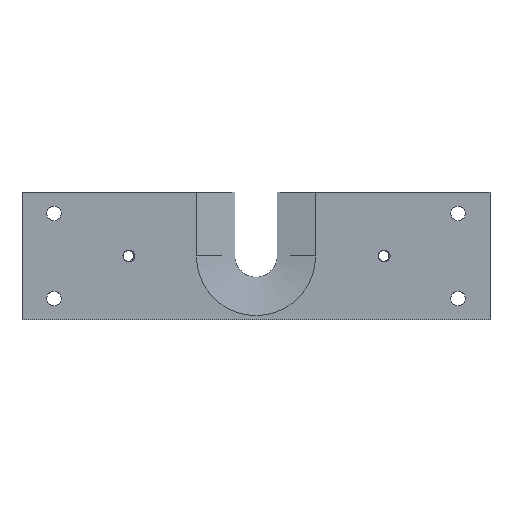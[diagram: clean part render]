
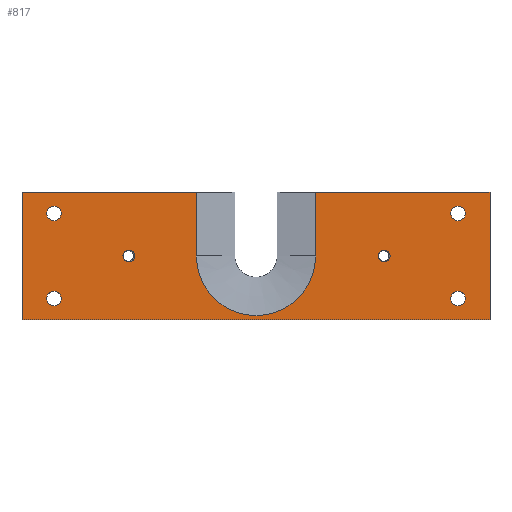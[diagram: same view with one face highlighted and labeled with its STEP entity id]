
A CAD part, top view. The second image highlights one B-rep face of the part: STEP entity #817.
In plain terms, the highlighted planar face has unit normal (0, 0, 1).
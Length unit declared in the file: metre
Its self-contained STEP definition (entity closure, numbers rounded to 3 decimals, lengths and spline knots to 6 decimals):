
#20=FACE_BOUND('',#112,.T.);
#21=FACE_BOUND('',#113,.T.);
#22=FACE_BOUND('',#114,.T.);
#23=FACE_BOUND('',#115,.T.);
#24=FACE_BOUND('',#116,.T.);
#25=FACE_BOUND('',#117,.T.);
#32=PLANE('',#882);
#66=FACE_OUTER_BOUND('',#111,.T.);
#111=EDGE_LOOP('',(#619,#620,#621,#622,#623,#624,#625,#626));
#112=EDGE_LOOP('',(#627,#628,#629,#630));
#113=EDGE_LOOP('',(#631));
#114=EDGE_LOOP('',(#632));
#115=EDGE_LOOP('',(#633));
#116=EDGE_LOOP('',(#634));
#117=EDGE_LOOP('',(#635,#636,#637,#638));
#149=CIRCLE('',#858,0.001265);
#151=CIRCLE('',#864,0.001543);
#153=CIRCLE('',#870,0.001265);
#155=CIRCLE('',#876,0.001543);
#157=CIRCLE('',#883,0.014);
#158=CIRCLE('',#884,0.0017);
#159=CIRCLE('',#885,0.0017);
#160=CIRCLE('',#886,0.0017);
#161=CIRCLE('',#887,0.0017);
#206=B_SPLINE_CURVE_WITH_KNOTS('',3,(#1756,#1757,#1758,#1759,#1760,#1761,
#1762,#1763,#1764,#1765,#1766,#1767,#1768),.UNSPECIFIED.,.F.,.F.,(4,3,3,
3,4),(0.,0.109835,0.144376,0.275946,0.286347),
 .UNSPECIFIED.);
#209=B_SPLINE_CURVE_WITH_KNOTS('',3,(#1928,#1929,#1930,#1931,#1932,#1933,
#1934,#1935,#1936,#1937),.UNSPECIFIED.,.F.,.F.,(4,3,3,4),(0.,0.130068,
0.272666,0.285143),.UNSPECIFIED.);
#212=B_SPLINE_CURVE_WITH_KNOTS('',3,(#1993,#1994,#1995,#1996,#1997,#1998,
#1999,#2000,#2001,#2002),.UNSPECIFIED.,.F.,.F.,(4,3,3,4),(0.,0.130068,
0.272666,0.285143),.UNSPECIFIED.);
#213=B_SPLINE_CURVE_WITH_KNOTS('',3,(#2003,#2004,#2005,#2006,#2007,#2008,
#2009,#2010,#2011,#2012,#2013,#2014,#2015),.UNSPECIFIED.,.F.,.F.,(4,3,3,
3,4),(0.,0.109835,0.144376,0.275946,0.286347),
 .UNSPECIFIED.);
#236=LINE('',#1979,#288);
#237=LINE('',#1981,#289);
#238=LINE('',#1985,#290);
#239=LINE('',#1987,#291);
#240=LINE('',#1989,#292);
#241=LINE('',#1991,#293);
#242=LINE('',#1992,#294);
#288=VECTOR('',#991,1.);
#289=VECTOR('',#992,1.);
#290=VECTOR('',#995,1.);
#291=VECTOR('',#996,1.);
#292=VECTOR('',#997,1.);
#293=VECTOR('',#998,1.);
#294=VECTOR('',#999,1.);
#326=VERTEX_POINT('',#1108);
#327=VERTEX_POINT('',#1113);
#338=VERTEX_POINT('',#1270);
#339=VERTEX_POINT('',#1279);
#350=VERTEX_POINT('',#1361);
#351=VERTEX_POINT('',#1366);
#362=VERTEX_POINT('',#1523);
#363=VERTEX_POINT('',#1532);
#372=VERTEX_POINT('',#1977);
#373=VERTEX_POINT('',#1978);
#374=VERTEX_POINT('',#1980);
#375=VERTEX_POINT('',#1982);
#376=VERTEX_POINT('',#1984);
#377=VERTEX_POINT('',#1986);
#378=VERTEX_POINT('',#1988);
#379=VERTEX_POINT('',#1990);
#380=VERTEX_POINT('',#2016);
#381=VERTEX_POINT('',#2018);
#382=VERTEX_POINT('',#2020);
#383=VERTEX_POINT('',#2022);
#406=EDGE_CURVE('',#326,#327,#149,.F.);
#420=EDGE_CURVE('',#339,#338,#151,.T.);
#434=EDGE_CURVE('',#350,#351,#153,.F.);
#448=EDGE_CURVE('',#363,#362,#155,.T.);
#462=EDGE_CURVE('',#362,#351,#206,.T.);
#465=EDGE_CURVE('',#350,#363,#209,.T.);
#468=EDGE_CURVE('',#372,#373,#236,.T.);
#469=EDGE_CURVE('',#373,#374,#237,.T.);
#470=EDGE_CURVE('',#374,#375,#157,.F.);
#471=EDGE_CURVE('',#375,#376,#238,.T.);
#472=EDGE_CURVE('',#376,#377,#239,.T.);
#473=EDGE_CURVE('',#377,#378,#240,.T.);
#474=EDGE_CURVE('',#378,#379,#241,.T.);
#475=EDGE_CURVE('',#379,#372,#242,.T.);
#476=EDGE_CURVE('',#326,#339,#212,.T.);
#477=EDGE_CURVE('',#338,#327,#213,.T.);
#478=EDGE_CURVE('',#380,#380,#158,.T.);
#479=EDGE_CURVE('',#381,#381,#159,.T.);
#480=EDGE_CURVE('',#382,#382,#160,.T.);
#481=EDGE_CURVE('',#383,#383,#161,.T.);
#619=ORIENTED_EDGE('',*,*,#468,.T.);
#620=ORIENTED_EDGE('',*,*,#469,.T.);
#621=ORIENTED_EDGE('',*,*,#470,.T.);
#622=ORIENTED_EDGE('',*,*,#471,.T.);
#623=ORIENTED_EDGE('',*,*,#472,.T.);
#624=ORIENTED_EDGE('',*,*,#473,.T.);
#625=ORIENTED_EDGE('',*,*,#474,.T.);
#626=ORIENTED_EDGE('',*,*,#475,.T.);
#627=ORIENTED_EDGE('',*,*,#476,.T.);
#628=ORIENTED_EDGE('',*,*,#420,.T.);
#629=ORIENTED_EDGE('',*,*,#477,.T.);
#630=ORIENTED_EDGE('',*,*,#406,.F.);
#631=ORIENTED_EDGE('',*,*,#478,.T.);
#632=ORIENTED_EDGE('',*,*,#479,.T.);
#633=ORIENTED_EDGE('',*,*,#480,.T.);
#634=ORIENTED_EDGE('',*,*,#481,.T.);
#635=ORIENTED_EDGE('',*,*,#465,.T.);
#636=ORIENTED_EDGE('',*,*,#448,.T.);
#637=ORIENTED_EDGE('',*,*,#462,.T.);
#638=ORIENTED_EDGE('',*,*,#434,.F.);
#817=ADVANCED_FACE('',(#66,#20,#21,#22,#23,#24,#25),#32,.T.);
#858=AXIS2_PLACEMENT_3D('',#1114,#926,#927);
#864=AXIS2_PLACEMENT_3D('',#1280,#942,#943);
#870=AXIS2_PLACEMENT_3D('',#1367,#958,#959);
#876=AXIS2_PLACEMENT_3D('',#1533,#974,#975);
#882=AXIS2_PLACEMENT_3D('',#1976,#989,#990);
#883=AXIS2_PLACEMENT_3D('',#1983,#993,#994);
#884=AXIS2_PLACEMENT_3D('',#2017,#1000,#1001);
#885=AXIS2_PLACEMENT_3D('',#2019,#1002,#1003);
#886=AXIS2_PLACEMENT_3D('',#2021,#1004,#1005);
#887=AXIS2_PLACEMENT_3D('',#2023,#1006,#1007);
#926=DIRECTION('center_axis',(0.,0.,-1.));
#927=DIRECTION('ref_axis',(0.,-1.,0.));
#942=DIRECTION('center_axis',(0.,0.,-1.));
#943=DIRECTION('ref_axis',(0.,-1.,0.));
#958=DIRECTION('center_axis',(0.,0.,-1.));
#959=DIRECTION('ref_axis',(0.,-1.,0.));
#974=DIRECTION('center_axis',(0.,0.,-1.));
#975=DIRECTION('ref_axis',(0.,-1.,0.));
#989=DIRECTION('center_axis',(0.,0.,1.));
#990=DIRECTION('ref_axis',(0.,-1.,0.));
#991=DIRECTION('',(-1.,0.,0.));
#992=DIRECTION('',(0.,-1.,0.));
#993=DIRECTION('center_axis',(0.,0.,1.));
#994=DIRECTION('ref_axis',(0.,-1.,0.));
#995=DIRECTION('',(0.,1.,0.));
#996=DIRECTION('',(-1.,0.,0.));
#997=DIRECTION('',(0.,-1.,0.));
#998=DIRECTION('',(1.,0.,0.));
#999=DIRECTION('',(0.,1.,0.));
#1000=DIRECTION('center_axis',(0.,0.,-1.));
#1001=DIRECTION('ref_axis',(0.,1.,0.));
#1002=DIRECTION('center_axis',(0.,0.,-1.));
#1003=DIRECTION('ref_axis',(0.,1.,0.));
#1004=DIRECTION('center_axis',(0.,0.,-1.));
#1005=DIRECTION('ref_axis',(0.,1.,0.));
#1006=DIRECTION('center_axis',(0.,0.,-1.));
#1007=DIRECTION('ref_axis',(0.,1.,0.));
#1108=CARTESIAN_POINT('',(-0.030825,0.000958,0.002));
#1113=CARTESIAN_POINT('',(-0.030826,-0.00096,0.002));
#1114=CARTESIAN_POINT('Origin',(-0.03,0.,0.002));
#1270=CARTESIAN_POINT('',(-0.028509,-0.000399,0.002));
#1279=CARTESIAN_POINT('',(-0.028507,0.0004,0.002));
#1280=CARTESIAN_POINT('Origin',(-0.03,0.,0.002));
#1361=CARTESIAN_POINT('',(0.029175,0.000958,0.002));
#1366=CARTESIAN_POINT('',(0.029174,-0.00096,0.002));
#1367=CARTESIAN_POINT('Origin',(0.03,0.,0.002));
#1523=CARTESIAN_POINT('',(0.031491,-0.000399,0.002));
#1532=CARTESIAN_POINT('',(0.031493,0.0004,0.002));
#1533=CARTESIAN_POINT('Origin',(0.03,0.,0.002));
#1756=CARTESIAN_POINT('Ctrl Pts',(0.031491,-0.000399,
0.002));
#1757=CARTESIAN_POINT('Ctrl Pts',(0.031365,-0.000742,
0.002));
#1758=CARTESIAN_POINT('Ctrl Pts',(0.031109,-0.001035,
0.002));
#1759=CARTESIAN_POINT('Ctrl Pts',(0.030789,-0.001207,
0.002));
#1760=CARTESIAN_POINT('Ctrl Pts',(0.030688,-0.001261,
0.002));
#1761=CARTESIAN_POINT('Ctrl Pts',(0.030581,-0.001303,
0.002));
#1762=CARTESIAN_POINT('Ctrl Pts',(0.030471,-0.00133,
0.002));
#1763=CARTESIAN_POINT('Ctrl Pts',(0.03005,-0.001434,
0.002));
#1764=CARTESIAN_POINT('Ctrl Pts',(0.029569,-0.001325,
0.002));
#1765=CARTESIAN_POINT('Ctrl Pts',(0.029247,-0.001032,
0.002));
#1766=CARTESIAN_POINT('Ctrl Pts',(0.029222,-0.001009,
0.002));
#1767=CARTESIAN_POINT('Ctrl Pts',(0.029197,-0.000985,
0.002));
#1768=CARTESIAN_POINT('Ctrl Pts',(0.029174,-0.00096,
0.002));
#1928=CARTESIAN_POINT('Ctrl Pts',(0.029175,0.000958,
0.002));
#1929=CARTESIAN_POINT('Ctrl Pts',(0.029471,0.001275,
0.002));
#1930=CARTESIAN_POINT('Ctrl Pts',(0.029934,0.001422,
0.002));
#1931=CARTESIAN_POINT('Ctrl Pts',(0.030358,0.001353,
0.002));
#1932=CARTESIAN_POINT('Ctrl Pts',(0.030823,0.001278,
0.002));
#1933=CARTESIAN_POINT('Ctrl Pts',(0.031246,0.000946,
0.002));
#1934=CARTESIAN_POINT('Ctrl Pts',(0.031445,0.000515,
0.002));
#1935=CARTESIAN_POINT('Ctrl Pts',(0.031463,0.000477,
0.002));
#1936=CARTESIAN_POINT('Ctrl Pts',(0.031478,0.000439,
0.002));
#1937=CARTESIAN_POINT('Ctrl Pts',(0.031493,0.0004,
0.002));
#1976=CARTESIAN_POINT('Origin',(-0.055,-0.015,0.002));
#1977=CARTESIAN_POINT('',(0.055,0.015,0.002));
#1978=CARTESIAN_POINT('',(0.014,0.015,0.002));
#1979=CARTESIAN_POINT('',(-0.055,0.015,0.002));
#1980=CARTESIAN_POINT('',(0.014,0.,0.002));
#1981=CARTESIAN_POINT('',(0.014,0.,0.002));
#1982=CARTESIAN_POINT('',(-0.014,0.,0.002));
#1983=CARTESIAN_POINT('Origin',(0.,0.,0.002));
#1984=CARTESIAN_POINT('',(-0.014,0.015,0.002));
#1985=CARTESIAN_POINT('',(-0.014,0.015,0.002));
#1986=CARTESIAN_POINT('',(-0.055,0.015,0.002));
#1987=CARTESIAN_POINT('',(-0.055,0.015,0.002));
#1988=CARTESIAN_POINT('',(-0.055,-0.015,0.002));
#1989=CARTESIAN_POINT('',(-0.055,0.015,0.002));
#1990=CARTESIAN_POINT('',(0.055,-0.015,0.002));
#1991=CARTESIAN_POINT('',(-0.055,-0.015,0.002));
#1992=CARTESIAN_POINT('',(0.055,0.015,0.002));
#1993=CARTESIAN_POINT('Ctrl Pts',(-0.030825,0.000958,
0.002));
#1994=CARTESIAN_POINT('Ctrl Pts',(-0.030529,0.001275,
0.002));
#1995=CARTESIAN_POINT('Ctrl Pts',(-0.030066,0.001422,
0.002));
#1996=CARTESIAN_POINT('Ctrl Pts',(-0.029642,0.001353,
0.002));
#1997=CARTESIAN_POINT('Ctrl Pts',(-0.029177,0.001278,
0.002));
#1998=CARTESIAN_POINT('Ctrl Pts',(-0.028754,0.000946,
0.002));
#1999=CARTESIAN_POINT('Ctrl Pts',(-0.028555,0.000515,
0.002));
#2000=CARTESIAN_POINT('Ctrl Pts',(-0.028537,0.000477,
0.002));
#2001=CARTESIAN_POINT('Ctrl Pts',(-0.028522,0.000439,
0.002));
#2002=CARTESIAN_POINT('Ctrl Pts',(-0.028507,0.0004,
0.002));
#2003=CARTESIAN_POINT('Ctrl Pts',(-0.028509,-0.000399,
0.002));
#2004=CARTESIAN_POINT('Ctrl Pts',(-0.028635,-0.000742,
0.002));
#2005=CARTESIAN_POINT('Ctrl Pts',(-0.028891,-0.001035,
0.002));
#2006=CARTESIAN_POINT('Ctrl Pts',(-0.029211,-0.001207,
0.002));
#2007=CARTESIAN_POINT('Ctrl Pts',(-0.029312,-0.001261,
0.002));
#2008=CARTESIAN_POINT('Ctrl Pts',(-0.029419,-0.001303,
0.002));
#2009=CARTESIAN_POINT('Ctrl Pts',(-0.029529,-0.00133,
0.002));
#2010=CARTESIAN_POINT('Ctrl Pts',(-0.02995,-0.001434,
0.002));
#2011=CARTESIAN_POINT('Ctrl Pts',(-0.030431,-0.001325,
0.002));
#2012=CARTESIAN_POINT('Ctrl Pts',(-0.030753,-0.001032,
0.002));
#2013=CARTESIAN_POINT('Ctrl Pts',(-0.030778,-0.001009,
0.002));
#2014=CARTESIAN_POINT('Ctrl Pts',(-0.030803,-0.000985,
0.002));
#2015=CARTESIAN_POINT('Ctrl Pts',(-0.030826,-0.00096,
0.002));
#2016=CARTESIAN_POINT('',(-0.0475,-0.0117,0.002));
#2017=CARTESIAN_POINT('Origin',(-0.0475,-0.01,0.002));
#2018=CARTESIAN_POINT('',(0.0475,0.0083,0.002));
#2019=CARTESIAN_POINT('Origin',(0.0475,0.01,0.002));
#2020=CARTESIAN_POINT('',(-0.0475,0.0083,0.002));
#2021=CARTESIAN_POINT('Origin',(-0.0475,0.01,0.002));
#2022=CARTESIAN_POINT('',(0.0475,-0.0117,0.002));
#2023=CARTESIAN_POINT('Origin',(0.0475,-0.01,0.002));
